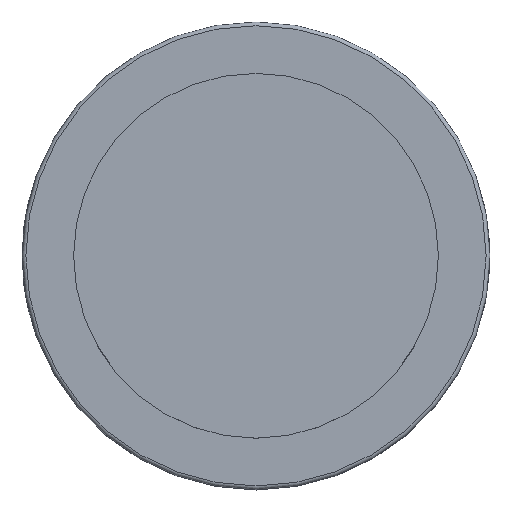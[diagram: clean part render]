
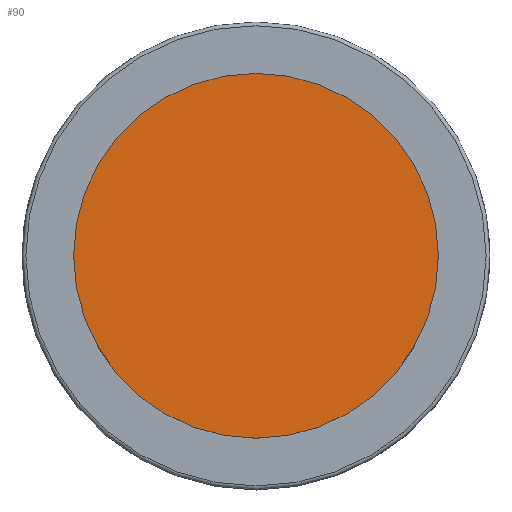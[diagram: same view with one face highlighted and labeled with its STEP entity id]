
A CAD part, top view. The second image highlights one B-rep face of the part: STEP entity #90.
In plain terms, the highlighted planar face has unit normal (0, 0, 1).
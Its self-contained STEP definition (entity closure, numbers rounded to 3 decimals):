
#90 = ADVANCED_FACE( '', ( #132 ), #133, .T. );
#132 = FACE_OUTER_BOUND( '', #174, .T. );
#133 = PLANE( '', #175 );
#174 = EDGE_LOOP( '', ( #262 ) );
#175 = AXIS2_PLACEMENT_3D( '', #263, #264, #265 );
#262 = ORIENTED_EDGE( '', *, *, #283, .T. );
#263 = CARTESIAN_POINT( '', ( 0., 0., 12. ) );
#264 = DIRECTION( '', ( 0., 0., 1. ) );
#265 = DIRECTION( '', ( 1., 0., 0. ) );
#283 = EDGE_CURVE( '', #319, #319, #320, .T. );
#319 = VERTEX_POINT( '', #363 );
#320 = CIRCLE( '', #364, 9.75 );
#363 = CARTESIAN_POINT( '', ( 0., 9.75, 12. ) );
#364 = AXIS2_PLACEMENT_3D( '', #410, #411, #412 );
#410 = CARTESIAN_POINT( '', ( 0., 0., 12. ) );
#411 = DIRECTION( '', ( 0., 0., 1. ) );
#412 = DIRECTION( '', ( 0., 1., 0. ) );
